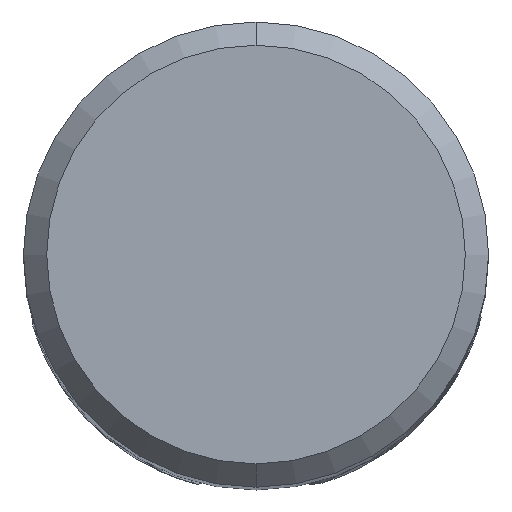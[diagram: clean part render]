
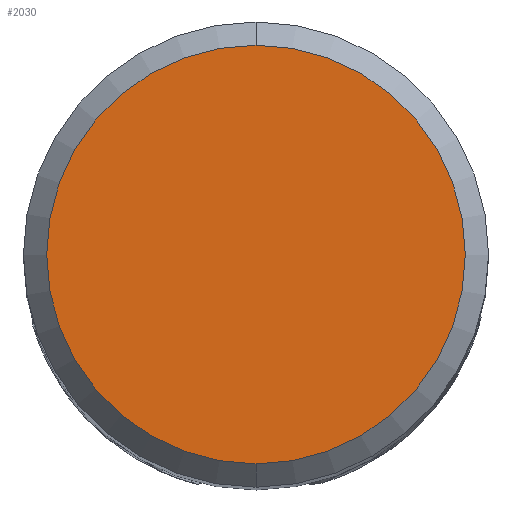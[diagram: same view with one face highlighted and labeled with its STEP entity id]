
A CAD part, top view. The second image highlights one B-rep face of the part: STEP entity #2030.
In plain terms, the highlighted planar face has unit normal (0, 0, 1).
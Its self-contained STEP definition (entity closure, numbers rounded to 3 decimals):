
#930=VERTEX_POINT('',#2344);
#1666=EDGE_CURVE('',#1990,#930,#3144,.T.);
#1890=EDGE_CURVE('',#930,#1990,#3387,.T.);
#1990=VERTEX_POINT('',#3495);
#2030=ADVANCED_FACE('',(#3536),#3537,.T.);
#2344=CARTESIAN_POINT('',(0.0,5.4,0.0));
#3144=CIRCLE('',#9636,5.4);
#3387=CIRCLE('',#11618,5.4);
#3495=CARTESIAN_POINT('',(0.,-5.4,0.0));
#3536=FACE_OUTER_BOUND('',#12405,.T.);
#3537=PLANE('',#12406);
#9636=AXIS2_PLACEMENT_3D('',#13847,#13848,#13849);
#11618=AXIS2_PLACEMENT_3D('',#14125,#14126,#14127);
#12405=EDGE_LOOP('',(#14252,#14253));
#12406=AXIS2_PLACEMENT_3D('',#14254,#14255,#14256);
#13847=CARTESIAN_POINT('',(0.0,0.0,0.0));
#13848=DIRECTION('',(0.0,0.0,-1.0));
#13849=DIRECTION('',(0.0,1.0,0.0));
#14125=CARTESIAN_POINT('',(0.0,0.0,0.0));
#14126=DIRECTION('',(0.0,0.0,-1.0));
#14127=DIRECTION('',(0.0,1.0,0.0));
#14252=ORIENTED_EDGE('',*,*,#1890,.F.);
#14253=ORIENTED_EDGE('',*,*,#1666,.F.);
#14254=CARTESIAN_POINT('',(0.0,2.7,0.0));
#14255=DIRECTION('',(-0.0,0.0,1.0));
#14256=DIRECTION('',(0.0,-1.0,0.0));
